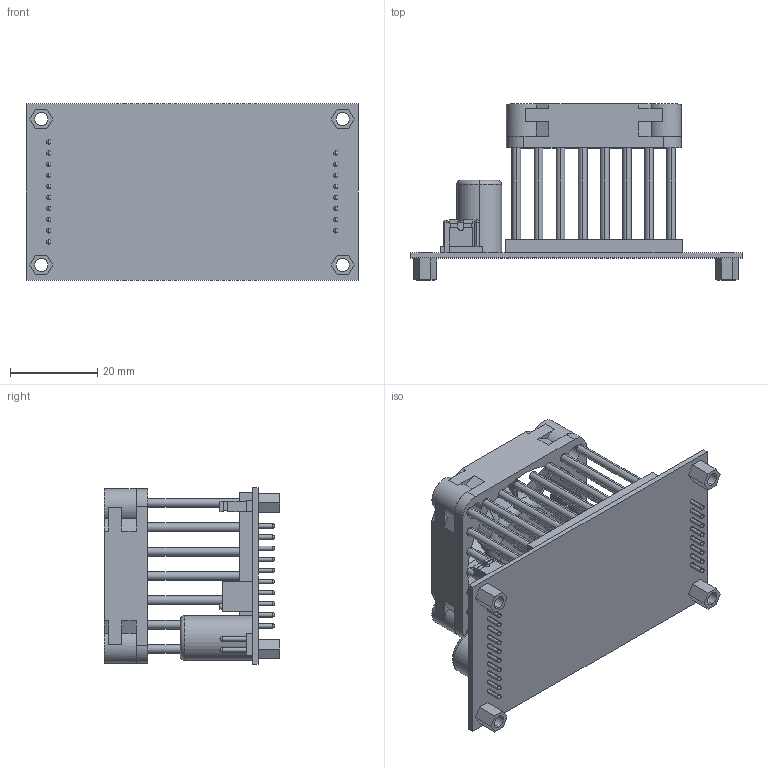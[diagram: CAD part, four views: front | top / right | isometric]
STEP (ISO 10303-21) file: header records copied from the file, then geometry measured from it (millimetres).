
FILE_DESCRIPTION (( 'STEP AP214' ), '1' );
FILE_NAME ('PDU150-A.STEP', '2020-08-23T07:59:52', ( '' ), ( '' ), 'SwSTEP 2.0', 'SolidWorks 2016', '' );
FILE_SCHEMA (( 'AUTOMOTIVE_DESIGN' ));
Length unit declared in the file: millimetre
Products named in the file (1): PDU150-A
Bounding box: 75.95 x 40.2 x 40.4 mm (x, y, z)
Volume: 21769.3 mm3; surface area: 22510 mm2
Topology: 6 solids, 6 shells, 505 faces, 1267 edges, 817 vertices
Faces by surface type: cylinder 224, plane 217, sphere 46, bspline 14, torus 4
Entity records: 20607 total; most frequent: CARTESIAN_POINT 3045, DIRECTION 2595, ORIENTED_EDGE 2350, EDGE_CURVE 1175, AXIS2_PLACEMENT_3D 995, VERTEX_POINT 771, EDGE_LOOP 614, VECTOR 605
